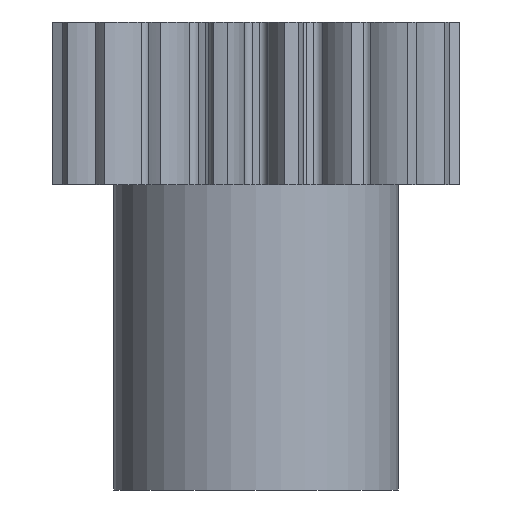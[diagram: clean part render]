
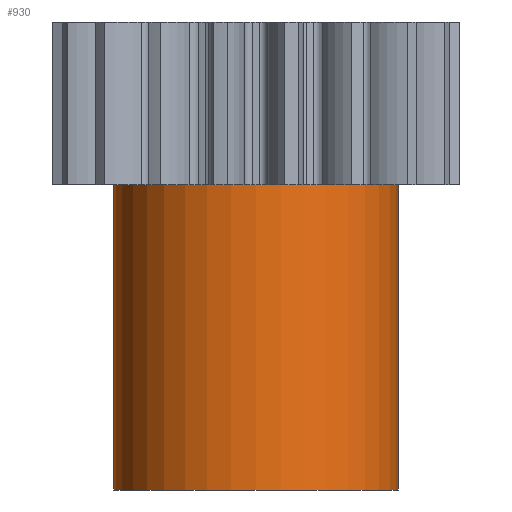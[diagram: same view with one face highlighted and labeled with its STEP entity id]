
A CAD part, front view. The second image highlights one B-rep face of the part: STEP entity #930.
In plain terms, the highlighted cylindrical face has radius 14 mm (diameter 28 mm), a partial arc.
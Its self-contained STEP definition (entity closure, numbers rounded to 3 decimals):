
#89 = VERTEX_POINT ( 'NONE', #2728 ) ;
#101 = EDGE_CURVE ( 'NONE', #122, #89, #2507, .T. ) ;
#106 = VERTEX_POINT ( 'NONE', #2551 ) ;
#108 = EDGE_CURVE ( 'NONE', #221, #106, #2509, .T. ) ;
#122 = VERTEX_POINT ( 'NONE', #2535 ) ;
#221 = VERTEX_POINT ( 'NONE', #2843 ) ;
#752 = ORIENTED_EDGE ( 'NONE', *, *, #2144, .F. ) ;
#924 = ORIENTED_EDGE ( 'NONE', *, *, #101, .F. ) ;
#929 = ORIENTED_EDGE ( 'NONE', *, *, #931, .T. ) ;
#930 = ADVANCED_FACE ( 'NONE', ( #4120 ), #4118, .T. ) ;
#931 = EDGE_CURVE ( 'NONE', #122, #221, #4113, .T. ) ;
#933 = ORIENTED_EDGE ( 'NONE', *, *, #108, .T. ) ;
#937 = EDGE_LOOP ( 'NONE', ( #924, #929, #933, #752 ) ) ;
#1743 = CIRCLE ( 'NONE', #1797, 14. ) ;
#1745 = CARTESIAN_POINT ( 'NONE',  ( 0., 0., 0. ) ) ;
#1757 = DIRECTION ( 'NONE',  ( 0., 0., 1. ) ) ;
#1796 = DIRECTION ( 'NONE',  ( 1., 0., 0. ) ) ;
#1797 = AXIS2_PLACEMENT_3D ( 'NONE', #1745, #1757, #1796 ) ;
#2144 = EDGE_CURVE ( 'NONE', #89, #106, #1743, .T. ) ;
#2502 = DIRECTION ( 'NONE',  ( 0., 0., 1. ) ) ;
#2503 = VECTOR ( 'NONE', #2502, 1000. ) ;
#2504 = CARTESIAN_POINT ( 'NONE',  ( -14., 0., -30. ) ) ;
#2507 = LINE ( 'NONE', #2504, #2503 ) ;
#2509 = LINE ( 'NONE', #2548, #2546 ) ;
#2535 = CARTESIAN_POINT ( 'NONE',  ( -14., 0., -30. ) ) ;
#2545 = DIRECTION ( 'NONE',  ( 0., 0., 1. ) ) ;
#2546 = VECTOR ( 'NONE', #2545, 1000. ) ;
#2548 = CARTESIAN_POINT ( 'NONE',  ( 14., 0., -30. ) ) ;
#2551 = CARTESIAN_POINT ( 'NONE',  ( 14., 0., 0. ) ) ;
#2728 = CARTESIAN_POINT ( 'NONE',  ( -14., 0., 0. ) ) ;
#2843 = CARTESIAN_POINT ( 'NONE',  ( 14., 0., -30. ) ) ;
#4103 = DIRECTION ( 'NONE',  ( 1., 0., 0. ) ) ;
#4104 = DIRECTION ( 'NONE',  ( 0., 0., 1. ) ) ;
#4105 = AXIS2_PLACEMENT_3D ( 'NONE', #4110, #4104, #4103 ) ;
#4110 = CARTESIAN_POINT ( 'NONE',  ( 0., 0., -30. ) ) ;
#4113 = CIRCLE ( 'NONE', #4105, 14. ) ;
#4118 = CYLINDRICAL_SURFACE ( 'NONE', #4119, 14. ) ;
#4119 = AXIS2_PLACEMENT_3D ( 'NONE', #4122, #4121, #4124 ) ;
#4120 = FACE_OUTER_BOUND ( 'NONE', #937, .T. ) ;
#4121 = DIRECTION ( 'NONE',  ( 0., 0., 1. ) ) ;
#4122 = CARTESIAN_POINT ( 'NONE',  ( 0., 0., -30. ) ) ;
#4124 = DIRECTION ( 'NONE',  ( 1., 0., 0. ) ) ;
